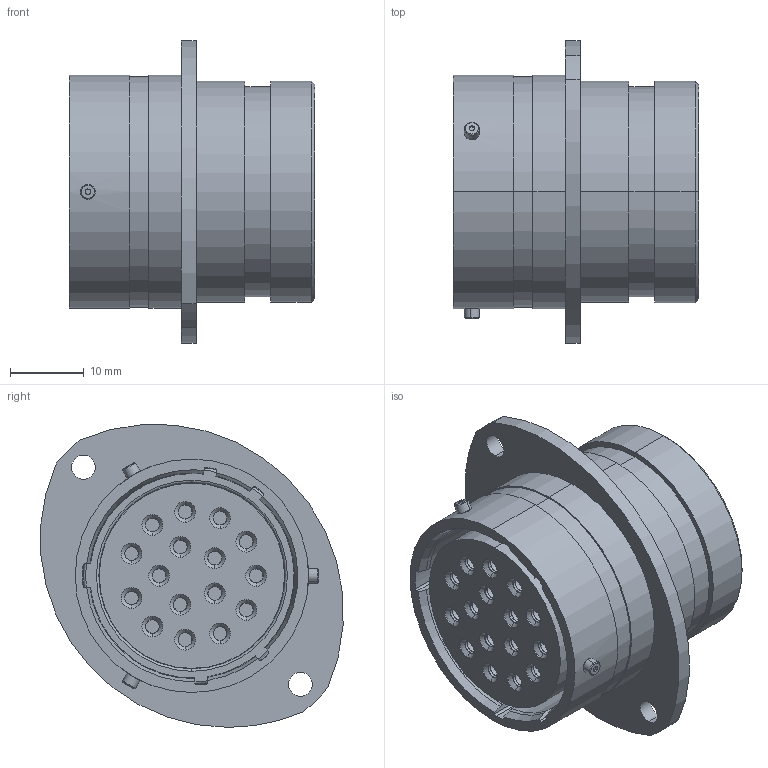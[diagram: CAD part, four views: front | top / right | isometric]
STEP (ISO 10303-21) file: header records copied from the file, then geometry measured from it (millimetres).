
FILE_DESCRIPTION (( 'STEP AP214' ), '1' );
FILE_NAME ('AS020-16SN.STEP', '2016-12-05T08:47:58', ( 'TE Connectivity' ), ( 'TE Connectivity' ), 'SwSTEP 2.0', 'SolidWorks 2014', '' );
FILE_SCHEMA (( 'AUTOMOTIVE_DESIGN' ));
Length unit declared in the file: millimetre
Products named in the file (1): AS020-16SN
Bounding box: 33.31 x 40.96 x 41.04 mm (x, y, z)
Volume: 20109.8 mm3; surface area: 18473.9 mm2
Topology: 9 solids, 9 shells, 949 faces, 2038 edges, 1148 vertices
Faces by surface type: cylinder 328, torus 308, cone 212, plane 85, sphere 16
Entity records: 36472 total; most frequent: DIRECTION 5291, CARTESIAN_POINT 4416, ORIENTED_EDGE 4044, AXIS2_PLACEMENT_3D 2361, EDGE_CURVE 2022, CIRCLE 1413, VERTEX_POINT 1142, EDGE_LOOP 1076
